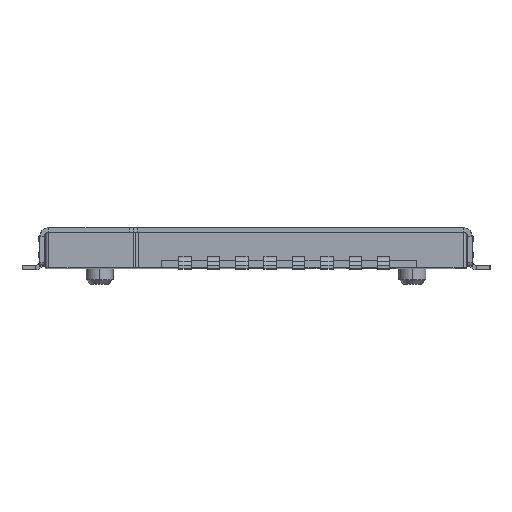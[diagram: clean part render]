
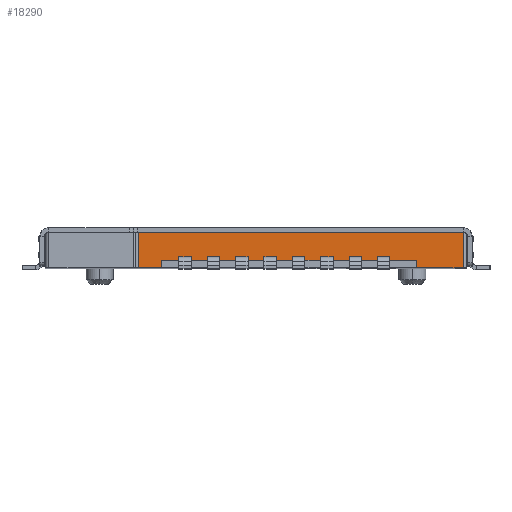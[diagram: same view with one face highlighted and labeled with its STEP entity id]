
A CAD part, top view. The second image highlights one B-rep face of the part: STEP entity #18290.
In plain terms, the highlighted planar face has unit normal (0, 0, 1).
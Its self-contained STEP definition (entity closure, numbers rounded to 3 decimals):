
#844 = VERTEX_POINT ( 'NONE', #20876 ) ;
#953 = EDGE_CURVE ( 'NONE', #14730, #2514, #14434, .T. ) ;
#1211 = CARTESIAN_POINT ( 'NONE',  ( -6.61, 0.05, 9.442 ) ) ;
#1254 = CARTESIAN_POINT ( 'NONE',  ( -6.61, 0.05, 9.442 ) ) ;
#1309 = ORIENTED_EDGE ( 'NONE', *, *, #953, .T. ) ;
#1442 = VERTEX_POINT ( 'NONE', #1254 ) ;
#2343 = CARTESIAN_POINT ( 'NONE',  ( -6.61, 1.65, 9.442 ) ) ;
#2514 = VERTEX_POINT ( 'NONE', #14529 ) ;
#2611 = LINE ( 'NONE', #8301, #8816 ) ;
#3177 = DIRECTION ( 'NONE',  ( -1., 0., 0. ) ) ;
#3382 = EDGE_CURVE ( 'NONE', #7968, #14730, #11846, .T. ) ;
#4394 = DIRECTION ( 'NONE',  ( 1., 0., 0. ) ) ;
#4534 = ORIENTED_EDGE ( 'NONE', *, *, #5405, .T. ) ;
#4622 = CARTESIAN_POINT ( 'NONE',  ( 5.84, 0.4, 9.442 ) ) ;
#4918 = PLANE ( 'NONE',  #13978 ) ;
#5405 = EDGE_CURVE ( 'NONE', #1442, #844, #13625, .T. ) ;
#5572 = ORIENTED_EDGE ( 'NONE', *, *, #3382, .T. ) ;
#5859 = DIRECTION ( 'NONE',  ( 0., 1., 0. ) ) ;
#5984 = VERTEX_POINT ( 'NONE', #21007 ) ;
#6045 = DIRECTION ( 'NONE',  ( 0., -1., 0. ) ) ;
#7355 = EDGE_CURVE ( 'NONE', #13066, #1442, #9759, .T. ) ;
#7747 = CARTESIAN_POINT ( 'NONE',  ( -5.56, 0.4, 9.442 ) ) ;
#7968 = VERTEX_POINT ( 'NONE', #8256 ) ;
#8125 = CARTESIAN_POINT ( 'NONE',  ( -6.61, 1.65, 9.442 ) ) ;
#8256 = CARTESIAN_POINT ( 'NONE',  ( 5.84, 0.05, 9.442 ) ) ;
#8301 = CARTESIAN_POINT ( 'NONE',  ( 5.84, 0.05, 9.442 ) ) ;
#8565 = EDGE_LOOP ( 'NONE', ( #4534, #20056, #18438, #18732, #5572, #1309, #15923, #19783 ) ) ;
#8593 = DIRECTION ( 'NONE',  ( 0., 0., -1. ) ) ;
#8750 = VECTOR ( 'NONE', #17213, 1000. ) ;
#8816 = VECTOR ( 'NONE', #18743, 1000. ) ;
#9185 = CARTESIAN_POINT ( 'NONE',  ( -6.61, 1.65, 9.442 ) ) ;
#9759 = LINE ( 'NONE', #8125, #20831 ) ;
#9953 = FACE_OUTER_BOUND ( 'NONE', #8565, .T. ) ;
#10256 = DIRECTION ( 'NONE',  ( -1., 0., 0. ) ) ;
#11067 = CARTESIAN_POINT ( 'NONE',  ( 7.94, 0.05, 9.442 ) ) ;
#11085 = EDGE_CURVE ( 'NONE', #17412, #844, #19901, .T. ) ;
#11846 = LINE ( 'NONE', #1211, #14293 ) ;
#12272 = EDGE_CURVE ( 'NONE', #13066, #2514, #16118, .T. ) ;
#13066 = VERTEX_POINT ( 'NONE', #9185 ) ;
#13625 = LINE ( 'NONE', #18884, #8750 ) ;
#13978 = AXIS2_PLACEMENT_3D ( 'NONE', #17002, #8593, #10256 ) ;
#14293 = VECTOR ( 'NONE', #20382, 1000. ) ;
#14414 = CARTESIAN_POINT ( 'NONE',  ( 7.94, 1.65, 9.442 ) ) ;
#14434 = LINE ( 'NONE', #14414, #18476 ) ;
#14529 = CARTESIAN_POINT ( 'NONE',  ( 7.94, 1.65, 9.442 ) ) ;
#14730 = VERTEX_POINT ( 'NONE', #11067 ) ;
#15580 = VECTOR ( 'NONE', #6045, 1000. ) ;
#15923 = ORIENTED_EDGE ( 'NONE', *, *, #12272, .F. ) ;
#16118 = LINE ( 'NONE', #2343, #20414 ) ;
#16816 = DIRECTION ( 'NONE',  ( 0., -1., 0. ) ) ;
#17002 = CARTESIAN_POINT ( 'NONE',  ( -6.61, 1.65, 9.442 ) ) ;
#17213 = DIRECTION ( 'NONE',  ( 1., 0., 0. ) ) ;
#17412 = VERTEX_POINT ( 'NONE', #7747 ) ;
#18290 = ADVANCED_FACE ( 'NONE', ( #9953 ), #4918, .F. ) ;
#18370 = CARTESIAN_POINT ( 'NONE',  ( -5.56, 0.4, 9.442 ) ) ;
#18438 = ORIENTED_EDGE ( 'NONE', *, *, #21772, .F. ) ;
#18476 = VECTOR ( 'NONE', #5859, 1000. ) ;
#18483 = VECTOR ( 'NONE', #3177, 1000. ) ;
#18732 = ORIENTED_EDGE ( 'NONE', *, *, #20346, .F. ) ;
#18743 = DIRECTION ( 'NONE',  ( 0., 1., 0. ) ) ;
#18884 = CARTESIAN_POINT ( 'NONE',  ( -6.61, 0.05, 9.442 ) ) ;
#19783 = ORIENTED_EDGE ( 'NONE', *, *, #7355, .T. ) ;
#19901 = LINE ( 'NONE', #18370, #15580 ) ;
#20056 = ORIENTED_EDGE ( 'NONE', *, *, #11085, .F. ) ;
#20341 = LINE ( 'NONE', #4622, #18483 ) ;
#20346 = EDGE_CURVE ( 'NONE', #7968, #5984, #2611, .T. ) ;
#20382 = DIRECTION ( 'NONE',  ( 1., 0., 0. ) ) ;
#20414 = VECTOR ( 'NONE', #4394, 1000. ) ;
#20831 = VECTOR ( 'NONE', #16816, 1000. ) ;
#20876 = CARTESIAN_POINT ( 'NONE',  ( -5.56, 0.05, 9.442 ) ) ;
#21007 = CARTESIAN_POINT ( 'NONE',  ( 5.84, 0.4, 9.442 ) ) ;
#21772 = EDGE_CURVE ( 'NONE', #5984, #17412, #20341, .T. ) ;
